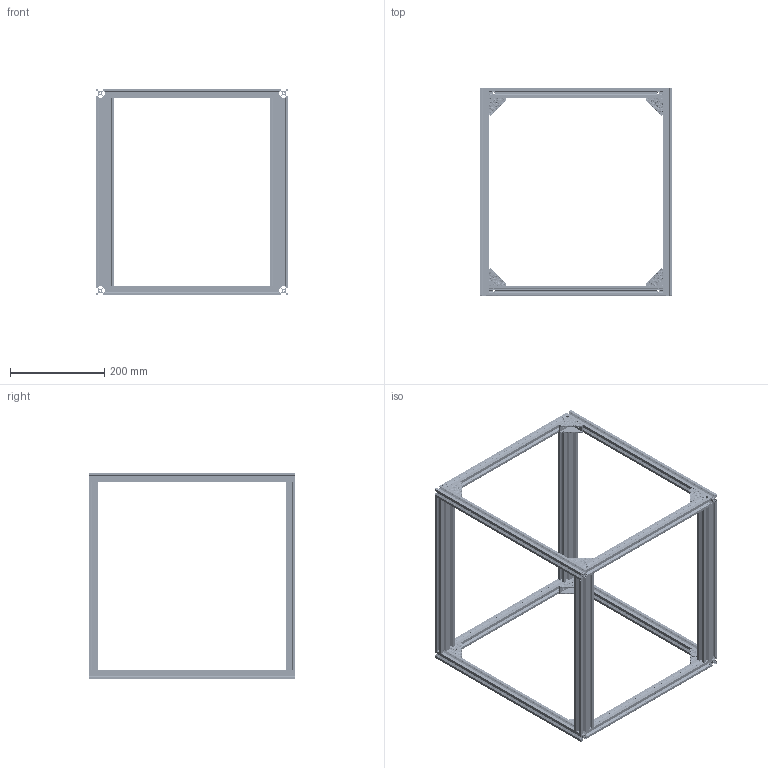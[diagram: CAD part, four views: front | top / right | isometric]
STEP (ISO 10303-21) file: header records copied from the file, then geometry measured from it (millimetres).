
FILE_DESCRIPTION(/* description */ ('STEP AP242','CAx-IF Rec.Pracs.---Representation and Presentation of Product Manufacturing Information (PMI)---4.0---2014-10-13','CAx-IF Rec.Pracs.---3D Tessellated Geometry---0.4---2014-09-14','2;1'),/* implementation_level */ '2;1');
FILE_NAME(/* name */ '68364057e4afb246b9809ed9',/* time_stamp */ '2025-05-27T22:44:40Z',/* author */ (''),/* organization */ (''),/* preprocessor_version */ 'ST-DEVELOPER v20',/* originating_system */ 'ONSHAPE BY PTC INC, 1.198',/* authorisation */ ' ');
FILE_SCHEMA (('AP242_MANAGED_MODEL_BASED_3D_ENGINEERING_MIM_LF { 1 0 10303 442 1 1 4 }'));
Length unit declared in the file: metre
Products named in the file (7): Base Frame; 2040  410mm extrusion; base rectangle <2>; medium corner stiffener; 2020 extrusion; 2020 extrusion 370mm w/ holes; base rectangle <1>
Assembly tree (22 placements, depth 3):
  Base Frame
    2040  410mm extrusion  x4
    base rectangle <2>
      medium corner stiffener  x4
      2020 extrusion  x2
      2020 extrusion 370mm w/ holes  x2
    base rectangle <1>
      2020 extrusion  x2
      2020 extrusion 370mm w/ holes  x2
      medium corner stiffener  x4
Bounding box: 410 x 440 x 440.01 mm (x, y, z)
Volume: 1132409.1 mm3; surface area: 1050340.6 mm2
Topology: 20 solids, 20 shells, 6672 faces, 27280 edges, 18328 vertices
Faces by surface type: sphere 3640, plane 2040, cylinder 896, bspline 96
Full cylindrical faces by diameter (mm): 4.2 x24, 5.2 x24
Entity records: 35039 total; most frequent: DIRECTION 6653, CARTESIAN_POINT 6291, ORIENTED_EDGE 5802, EDGE_CURVE 2901, AXIS2_PLACEMENT_3D 2758, VERTEX_POINT 1962, CIRCLE 1670, EDGE_LOOP 1165
